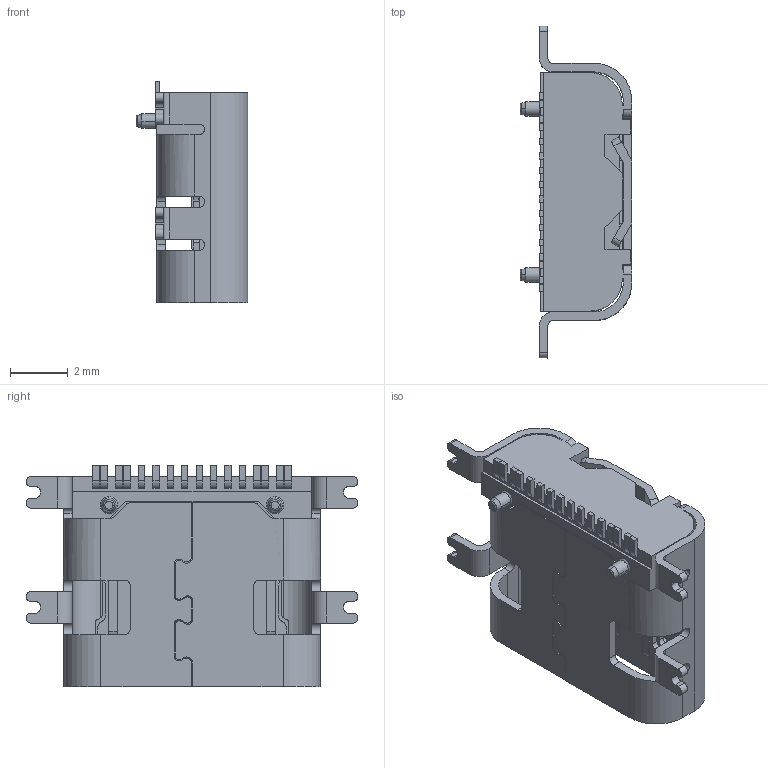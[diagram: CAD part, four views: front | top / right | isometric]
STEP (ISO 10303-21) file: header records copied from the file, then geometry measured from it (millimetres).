
FILE_DESCRIPTION (( 'STEP AP203' ), '1' );
FILE_NAME ('HYS-TYPE-C16PIN板上全贴7.4.STEP', '2024-07-30T06:18:20', ( '' ), ( '' ), 'SwSTEP 2.0', 'SolidWorks 2021', '' );
FILE_SCHEMA (( 'CONFIG_CONTROL_DESIGN' ));
Length unit declared in the file: millimetre
Products named in the file (1): HYS-TYPE-C16PIN板上全贴7.4
Bounding box: 3.88 x 11.54 x 7.72 mm (x, y, z)
Volume: 104 mm3; surface area: 491.8 mm2
Topology: 1 solids, 20 shells, 788 faces, 2246 edges, 1474 vertices
Faces by surface type: plane 540, cylinder 223, cone 12, bspline 9, torus 4
Entity records: 25952 total; most frequent: CARTESIAN_POINT 5125, ORIENTED_EDGE 4492, DIRECTION 4188, EDGE_CURVE 2246, LINE 1664, VECTOR 1664, VERTEX_POINT 1474, AXIS2_PLACEMENT_3D 1262
